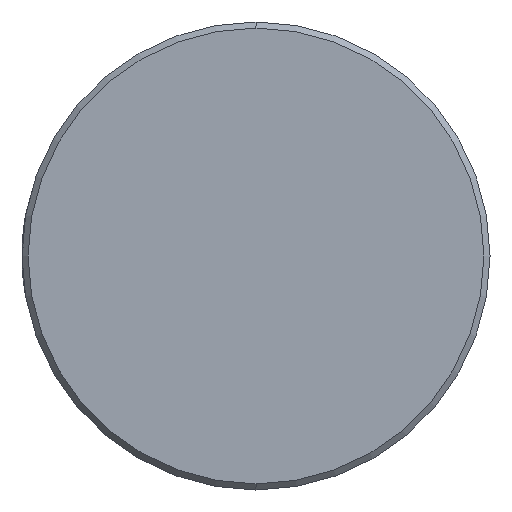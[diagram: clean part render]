
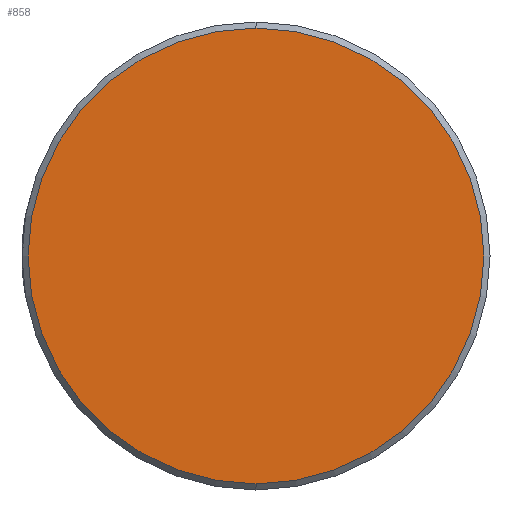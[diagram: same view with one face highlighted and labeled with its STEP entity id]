
A CAD part, left-side view. The second image highlights one B-rep face of the part: STEP entity #858.
In plain terms, the highlighted planar face has unit normal (-1, 0, 0).
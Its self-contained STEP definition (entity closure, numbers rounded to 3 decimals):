
#14 = AXIS2_PLACEMENT_3D ( 'NONE', #327, #319, #251 ) ;
#109 = AXIS2_PLACEMENT_3D ( 'NONE', #449, #763, #143 ) ;
#143 = DIRECTION ( 'NONE',  ( 0., 0., 1. ) ) ;
#149 = EDGE_LOOP ( 'NONE', ( #518, #766 ) ) ;
#251 = DIRECTION ( 'NONE',  ( 0., 0., 1. ) ) ;
#257 = CARTESIAN_POINT ( 'NONE',  ( -5., 0., 0. ) ) ;
#291 = CARTESIAN_POINT ( 'NONE',  ( -5., 0., 11.2 ) ) ;
#296 = EDGE_CURVE ( 'NONE', #398, #1228, #1144, .T. ) ;
#319 = DIRECTION ( 'NONE',  ( -1., 0., 0. ) ) ;
#327 = CARTESIAN_POINT ( 'NONE',  ( -5., 0., 0. ) ) ;
#356 = DIRECTION ( 'NONE',  ( 0., 0., 1. ) ) ;
#398 = VERTEX_POINT ( 'NONE', #462 ) ;
#449 = CARTESIAN_POINT ( 'NONE',  ( -5., 0., 0. ) ) ;
#462 = CARTESIAN_POINT ( 'NONE',  ( -5., 0., -11.2 ) ) ;
#518 = ORIENTED_EDGE ( 'NONE', *, *, #296, .T. ) ;
#519 = AXIS2_PLACEMENT_3D ( 'NONE', #257, #977, #356 ) ;
#545 = PLANE ( 'NONE',  #109 ) ;
#763 = DIRECTION ( 'NONE',  ( -1., 0., 0. ) ) ;
#766 = ORIENTED_EDGE ( 'NONE', *, *, #1008, .T. ) ;
#858 = ADVANCED_FACE ( 'NONE', ( #1201 ), #545, .T. ) ;
#862 = CIRCLE ( 'NONE', #519, 11.2 ) ;
#977 = DIRECTION ( 'NONE',  ( -1., 0., 0. ) ) ;
#1008 = EDGE_CURVE ( 'NONE', #1228, #398, #862, .T. ) ;
#1144 = CIRCLE ( 'NONE', #14, 11.2 ) ;
#1201 = FACE_OUTER_BOUND ( 'NONE', #149, .T. ) ;
#1228 = VERTEX_POINT ( 'NONE', #291 ) ;
